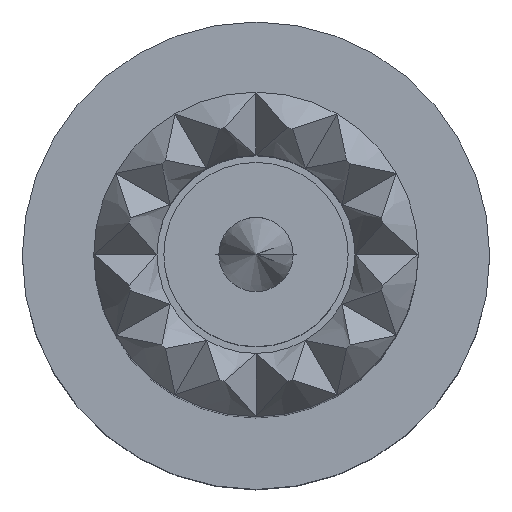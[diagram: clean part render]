
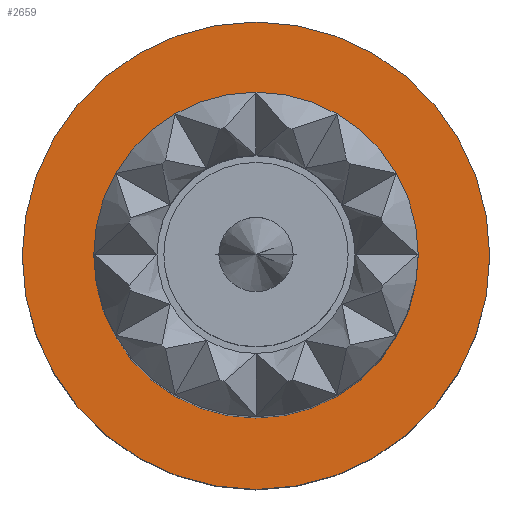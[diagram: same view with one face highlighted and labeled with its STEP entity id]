
A CAD part, top view. The second image highlights one B-rep face of the part: STEP entity #2659.
In plain terms, the highlighted planar face has unit normal (0, 0, 1).
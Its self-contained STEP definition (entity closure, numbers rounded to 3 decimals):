
#54 = ORIENTED_EDGE ( 'NONE', *, *, #2973, .F. ) ;
#58 = CARTESIAN_POINT ( 'NONE',  ( 0.59, 0., 0. ) ) ;
#61 = EDGE_LOOP ( 'NONE', ( #3130, #3914 ) ) ;
#210 = CARTESIAN_POINT ( 'NONE',  ( -0.59, 0., 0. ) ) ;
#257 = AXIS2_PLACEMENT_3D ( 'NONE', #1403, #4332, #1814 ) ;
#376 = EDGE_CURVE ( 'NONE', #2307, #4214, #4921, .T. ) ;
#396 = CARTESIAN_POINT ( 'NONE',  ( 0., 0., 0. ) ) ;
#469 = EDGE_CURVE ( 'NONE', #502, #2627, #5124, .T. ) ;
#478 = AXIS2_PLACEMENT_3D ( 'NONE', #4293, #1761, #4702 ) ;
#502 = VERTEX_POINT ( 'NONE', #210 ) ;
#796 = DIRECTION ( 'NONE',  ( -1., 0., 0. ) ) ;
#853 = CARTESIAN_POINT ( 'NONE',  ( 0.85, 0., 0. ) ) ;
#1146 = EDGE_LOOP ( 'NONE', ( #54, #3308 ) ) ;
#1403 = CARTESIAN_POINT ( 'NONE',  ( 0., 0., 0. ) ) ;
#1461 = FACE_OUTER_BOUND ( 'NONE', #61, .T. ) ;
#1487 = CARTESIAN_POINT ( 'NONE',  ( 0., 0., 0. ) ) ;
#1749 = AXIS2_PLACEMENT_3D ( 'NONE', #396, #3297, #796 ) ;
#1761 = DIRECTION ( 'NONE',  ( 0., 0., -1. ) ) ;
#1814 = DIRECTION ( 'NONE',  ( -1., 0., 0. ) ) ;
#1902 = DIRECTION ( 'NONE',  ( 1., 0., 0. ) ) ;
#2284 = AXIS2_PLACEMENT_3D ( 'NONE', #1487, #4419, #1902 ) ;
#2307 = VERTEX_POINT ( 'NONE', #2311 ) ;
#2311 = CARTESIAN_POINT ( 'NONE',  ( -0.85, 0., 0. ) ) ;
#2368 = CARTESIAN_POINT ( 'NONE',  ( 0., 0., 0. ) ) ;
#2593 = PLANE ( 'NONE',  #478 ) ;
#2627 = VERTEX_POINT ( 'NONE', #58 ) ;
#2659 = ADVANCED_FACE ( 'NONE', ( #3158, #1461 ), #2593, .F. ) ;
#2790 = DIRECTION ( 'NONE',  ( 1., 0., 0. ) ) ;
#2973 = EDGE_CURVE ( 'NONE', #2627, #502, #4005, .T. ) ;
#3130 = ORIENTED_EDGE ( 'NONE', *, *, #3222, .T. ) ;
#3158 = FACE_BOUND ( 'NONE', #1146, .T. ) ;
#3222 = EDGE_CURVE ( 'NONE', #4214, #2307, #3465, .T. ) ;
#3297 = DIRECTION ( 'NONE',  ( 0., 0., 1. ) ) ;
#3308 = ORIENTED_EDGE ( 'NONE', *, *, #469, .F. ) ;
#3465 = CIRCLE ( 'NONE', #5118, 0.85 ) ;
#3914 = ORIENTED_EDGE ( 'NONE', *, *, #376, .T. ) ;
#4005 = CIRCLE ( 'NONE', #1749, 0.59 ) ;
#4214 = VERTEX_POINT ( 'NONE', #853 ) ;
#4293 = CARTESIAN_POINT ( 'NONE',  ( 0., 0., 0. ) ) ;
#4332 = DIRECTION ( 'NONE',  ( 0., 0., 1. ) ) ;
#4419 = DIRECTION ( 'NONE',  ( 0., 0., 1. ) ) ;
#4702 = DIRECTION ( 'NONE',  ( -1., 0., 0. ) ) ;
#4921 = CIRCLE ( 'NONE', #2284, 0.85 ) ;
#5118 = AXIS2_PLACEMENT_3D ( 'NONE', #2368, #5291, #2790 ) ;
#5124 = CIRCLE ( 'NONE', #257, 0.59 ) ;
#5291 = DIRECTION ( 'NONE',  ( 0., 0., 1. ) ) ;
